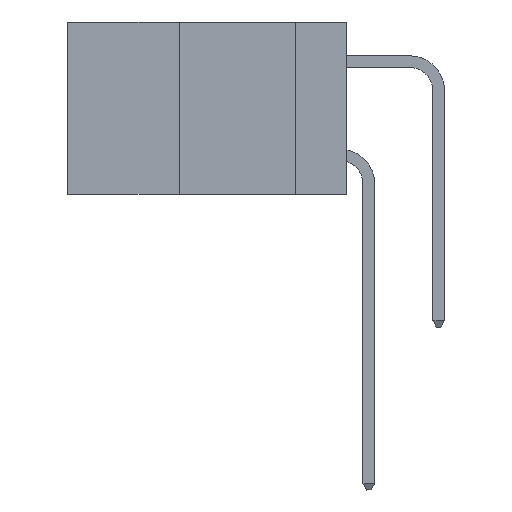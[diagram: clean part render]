
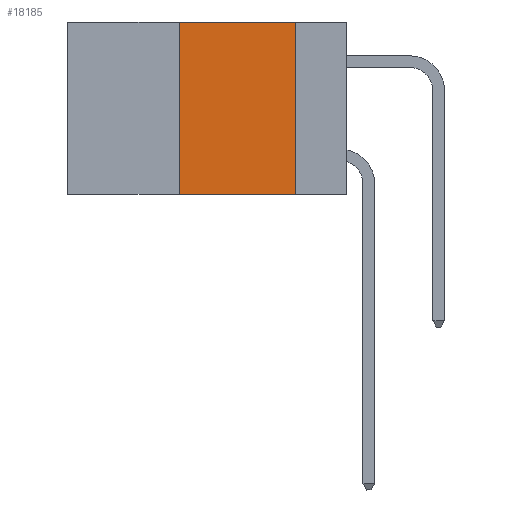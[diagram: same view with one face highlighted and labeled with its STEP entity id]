
A CAD part, left-side view. The second image highlights one B-rep face of the part: STEP entity #18185.
In plain terms, the highlighted planar face has unit normal (-1, 0, 0).
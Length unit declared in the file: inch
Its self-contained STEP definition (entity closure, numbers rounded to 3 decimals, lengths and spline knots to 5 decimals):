
#131 = CARTESIAN_POINT ( 'NONE',  ( 0., 0.36, -0.37 ) ) ;
#2290 = DIRECTION ( 'NONE',  ( 0., -1., 0. ) ) ;
#2621 = VERTEX_POINT ( 'NONE', #12863 ) ;
#3430 = VECTOR ( 'NONE', #2290, 39.37008 ) ;
#3480 = VERTEX_POINT ( 'NONE', #21277 ) ;
#4121 = ORIENTED_EDGE ( 'NONE', *, *, #15466, .T. ) ;
#4569 = CARTESIAN_POINT ( 'NONE',  ( 0., 0.36, 0. ) ) ;
#4748 = CARTESIAN_POINT ( 'NONE',  ( 0., 0.6, -0.37 ) ) ;
#4854 = CARTESIAN_POINT ( 'NONE',  ( 0., 0.11, 0. ) ) ;
#5113 = AXIS2_PLACEMENT_3D ( 'NONE', #9022, #10920, #23879 ) ;
#6170 = ORIENTED_EDGE ( 'NONE', *, *, #22105, .F. ) ;
#6295 = VECTOR ( 'NONE', #16140, 39.37008 ) ;
#6458 = ORIENTED_EDGE ( 'NONE', *, *, #17863, .F. ) ;
#9022 = CARTESIAN_POINT ( 'NONE',  ( 0., 0.6, 0. ) ) ;
#10920 = DIRECTION ( 'NONE',  ( 1., 0., 0. ) ) ;
#11220 = VECTOR ( 'NONE', #14245, 39.37008 ) ;
#11314 = LINE ( 'NONE', #4854, #6295 ) ;
#12065 = DIRECTION ( 'NONE',  ( 0., 0., 1. ) ) ;
#12863 = CARTESIAN_POINT ( 'NONE',  ( 0., 0.11, -0.37 ) ) ;
#12936 = EDGE_CURVE ( 'NONE', #3480, #2621, #11314, .T. ) ;
#13466 = LINE ( 'NONE', #22799, #3430 ) ;
#13861 = VERTEX_POINT ( 'NONE', #131 ) ;
#14245 = DIRECTION ( 'NONE',  ( 0., -1., 0. ) ) ;
#15331 = ORIENTED_EDGE ( 'NONE', *, *, #12936, .F. ) ;
#15466 = EDGE_CURVE ( 'NONE', #13861, #2621, #21148, .T. ) ;
#15922 = EDGE_LOOP ( 'NONE', ( #15331, #6458, #6170, #4121 ) ) ;
#16140 = DIRECTION ( 'NONE',  ( 0., 0., -1. ) ) ;
#16398 = FACE_OUTER_BOUND ( 'NONE', #15922, .T. ) ;
#17863 = EDGE_CURVE ( 'NONE', #20756, #3480, #13466, .T. ) ;
#18185 = ADVANCED_FACE ( 'NONE', ( #16398 ), #20218, .F. ) ;
#19357 = VECTOR ( 'NONE', #12065, 39.37008 ) ;
#20218 = PLANE ( 'NONE',  #5113 ) ;
#20756 = VERTEX_POINT ( 'NONE', #20901 ) ;
#20901 = CARTESIAN_POINT ( 'NONE',  ( 0., 0.36, 0. ) ) ;
#21148 = LINE ( 'NONE', #4748, #11220 ) ;
#21277 = CARTESIAN_POINT ( 'NONE',  ( 0., 0.11, 0. ) ) ;
#22105 = EDGE_CURVE ( 'NONE', #13861, #20756, #24213, .T. ) ;
#22799 = CARTESIAN_POINT ( 'NONE',  ( 0., 0.6, 0. ) ) ;
#23879 = DIRECTION ( 'NONE',  ( 0., 0., -1. ) ) ;
#24213 = LINE ( 'NONE', #4569, #19357 ) ;
